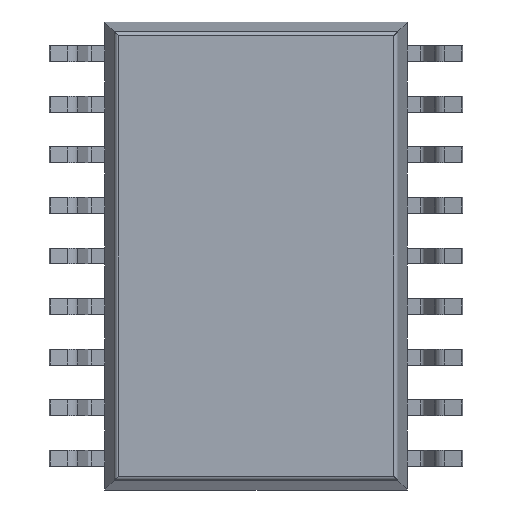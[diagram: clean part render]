
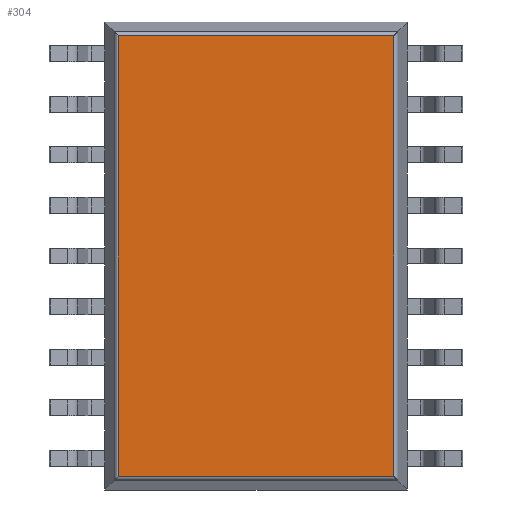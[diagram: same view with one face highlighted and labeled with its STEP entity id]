
A CAD part, front view. The second image highlights one B-rep face of the part: STEP entity #304.
In plain terms, the highlighted planar face has unit normal (0, -1, 0).
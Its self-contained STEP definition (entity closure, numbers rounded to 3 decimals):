
#297 = ORIENTED_EDGE ( 'NONE', *, *, #300, .T. ) ;
#300 = EDGE_CURVE ( 'NONE', #316, #317, #9883, .T. ) ;
#303 = EDGE_LOOP ( 'NONE', ( #297, #313, #341, #414 ) ) ;
#304 = ADVANCED_FACE ( 'NONE', ( #9879 ), #9864, .T. ) ;
#313 = ORIENTED_EDGE ( 'NONE', *, *, #12582, .T. ) ;
#316 = VERTEX_POINT ( 'NONE', #9912 ) ;
#317 = VERTEX_POINT ( 'NONE', #9911 ) ;
#341 = ORIENTED_EDGE ( 'NONE', *, *, #12621, .T. ) ;
#414 = ORIENTED_EDGE ( 'NONE', *, *, #8956, .T. ) ;
#5877 = DIRECTION ( 'NONE',  ( -1., 0., 0. ) ) ;
#5878 = VECTOR ( 'NONE', #5877, 1000. ) ;
#5879 = CARTESIAN_POINT ( 'NONE',  ( -3.8, 0.15, 5.534 ) ) ;
#5880 = LINE ( 'NONE', #5879, #5878 ) ;
#6217 = DIRECTION ( 'NONE',  ( 1., 0., 0. ) ) ;
#6218 = VECTOR ( 'NONE', #6217, 1000. ) ;
#6219 = CARTESIAN_POINT ( 'NONE',  ( -3.8, 0.15, -5.534 ) ) ;
#6220 = LINE ( 'NONE', #6219, #6218 ) ;
#6225 = CARTESIAN_POINT ( 'NONE',  ( 3.459, 0.15, -5.534 ) ) ;
#6350 = DIRECTION ( 'NONE',  ( 0., 0., 1. ) ) ;
#6351 = VECTOR ( 'NONE', #6350, 1000. ) ;
#6352 = CARTESIAN_POINT ( 'NONE',  ( 3.459, 0.15, -5.875 ) ) ;
#6353 = LINE ( 'NONE', #6352, #6351 ) ;
#6391 = CARTESIAN_POINT ( 'NONE',  ( 3.459, 0.15, 5.534 ) ) ;
#8956 = EDGE_CURVE ( 'NONE', #12626, #316, #5880, .T. ) ;
#9864 = PLANE ( 'NONE',  #9925 ) ;
#9879 = FACE_OUTER_BOUND ( 'NONE', #303, .T. ) ;
#9880 = DIRECTION ( 'NONE',  ( 0., 0., -1. ) ) ;
#9881 = VECTOR ( 'NONE', #9880, 1000. ) ;
#9882 = CARTESIAN_POINT ( 'NONE',  ( -3.459, 0.15, -5.875 ) ) ;
#9883 = LINE ( 'NONE', #9882, #9881 ) ;
#9911 = CARTESIAN_POINT ( 'NONE',  ( -3.459, 0.15, -5.534 ) ) ;
#9912 = CARTESIAN_POINT ( 'NONE',  ( -3.459, 0.15, 5.534 ) ) ;
#9922 = DIRECTION ( 'NONE',  ( 0., 0., -1. ) ) ;
#9923 = DIRECTION ( 'NONE',  ( 0., -1., 0. ) ) ;
#9924 = CARTESIAN_POINT ( 'NONE',  ( -3.8, 0.15, -5.875 ) ) ;
#9925 = AXIS2_PLACEMENT_3D ( 'NONE', #9924, #9923, #9922 ) ;
#12581 = VERTEX_POINT ( 'NONE', #6225 ) ;
#12582 = EDGE_CURVE ( 'NONE', #317, #12581, #6220, .T. ) ;
#12621 = EDGE_CURVE ( 'NONE', #12581, #12626, #6353, .T. ) ;
#12626 = VERTEX_POINT ( 'NONE', #6391 ) ;
